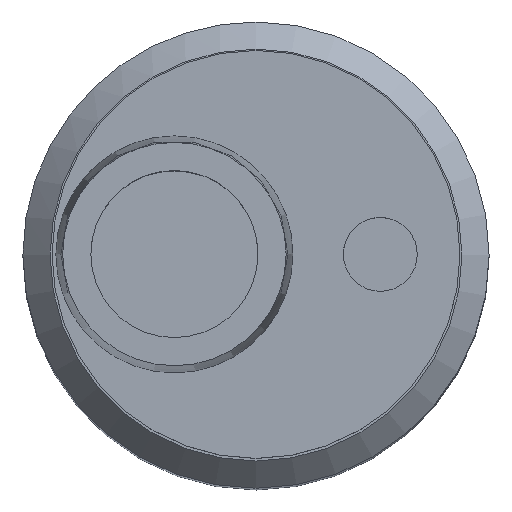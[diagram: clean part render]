
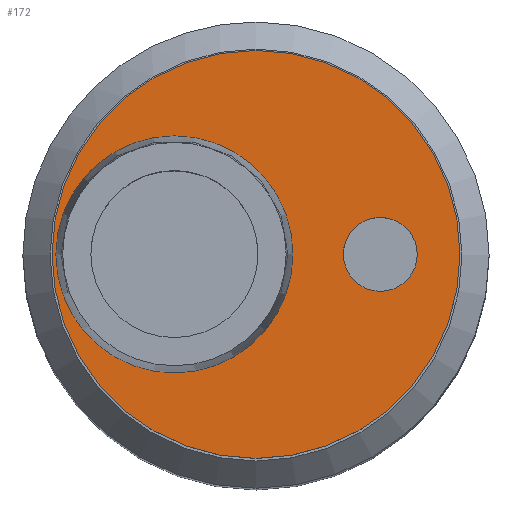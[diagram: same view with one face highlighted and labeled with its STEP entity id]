
A CAD part, top view. The second image highlights one B-rep face of the part: STEP entity #172.
In plain terms, the highlighted planar face has unit normal (0, 0, 1).
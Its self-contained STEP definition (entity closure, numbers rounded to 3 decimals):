
#13 = PLANE ( 'NONE',  #157 ) ;
#20 = DIRECTION ( 'NONE',  ( 0., 0., 1. ) ) ;
#23 = EDGE_LOOP ( 'NONE', ( #253 ) ) ;
#26 = EDGE_LOOP ( 'NONE', ( #94 ) ) ;
#30 = AXIS2_PLACEMENT_3D ( 'NONE', #92, #323, #261 ) ;
#37 = EDGE_CURVE ( 'NONE', #192, #192, #82, .T. ) ;
#57 = CARTESIAN_POINT ( 'NONE',  ( 2.25, 0., 37. ) ) ;
#73 = FACE_BOUND ( 'NONE', #26, .T. ) ;
#77 = DIRECTION ( 'NONE',  ( 1., 0., 0. ) ) ;
#81 = VERTEX_POINT ( 'NONE', #380 ) ;
#82 = CIRCLE ( 'NONE', #30, 0.95 ) ;
#92 = CARTESIAN_POINT ( 'NONE',  ( 3.2, 0., 37. ) ) ;
#94 = ORIENTED_EDGE ( 'NONE', *, *, #317, .F. ) ;
#102 = DIRECTION ( 'NONE',  ( 0., 0., 1. ) ) ;
#125 = FACE_OUTER_BOUND ( 'NONE', #23, .T. ) ;
#157 = AXIS2_PLACEMENT_3D ( 'NONE', #244, #102, #306 ) ;
#172 = ADVANCED_FACE ( 'NONE', ( #73, #125, #273 ), #13, .T. ) ;
#190 = ORIENTED_EDGE ( 'NONE', *, *, #37, .T. ) ;
#192 = VERTEX_POINT ( 'NONE', #57 ) ;
#210 = CIRCLE ( 'NONE', #379, 3.05 ) ;
#226 = AXIS2_PLACEMENT_3D ( 'NONE', #308, #272, #245 ) ;
#234 = EDGE_CURVE ( 'NONE', #81, #81, #339, .T. ) ;
#244 = CARTESIAN_POINT ( 'NONE',  ( 0., 5.313, 37. ) ) ;
#245 = DIRECTION ( 'NONE',  ( 1., 0., 0. ) ) ;
#253 = ORIENTED_EDGE ( 'NONE', *, *, #234, .T. ) ;
#261 = DIRECTION ( 'NONE',  ( -1., 0., 0. ) ) ;
#272 = DIRECTION ( 'NONE',  ( 0., 0., 1. ) ) ;
#273 = FACE_BOUND ( 'NONE', #274, .T. ) ;
#274 = EDGE_LOOP ( 'NONE', ( #190 ) ) ;
#276 = CARTESIAN_POINT ( 'NONE',  ( 0.95, 0., 37. ) ) ;
#306 = DIRECTION ( 'NONE',  ( 1., 0., 0. ) ) ;
#308 = CARTESIAN_POINT ( 'NONE',  ( 0., 0., 37. ) ) ;
#311 = VERTEX_POINT ( 'NONE', #276 ) ;
#317 = EDGE_CURVE ( 'NONE', #311, #311, #210, .T. ) ;
#323 = DIRECTION ( 'NONE',  ( 0., 0., -1. ) ) ;
#339 = CIRCLE ( 'NONE', #226, 5.25 ) ;
#341 = CARTESIAN_POINT ( 'NONE',  ( -2.1, 0., 37. ) ) ;
#379 = AXIS2_PLACEMENT_3D ( 'NONE', #341, #20, #77 ) ;
#380 = CARTESIAN_POINT ( 'NONE',  ( 5.25, 0., 37. ) ) ;
